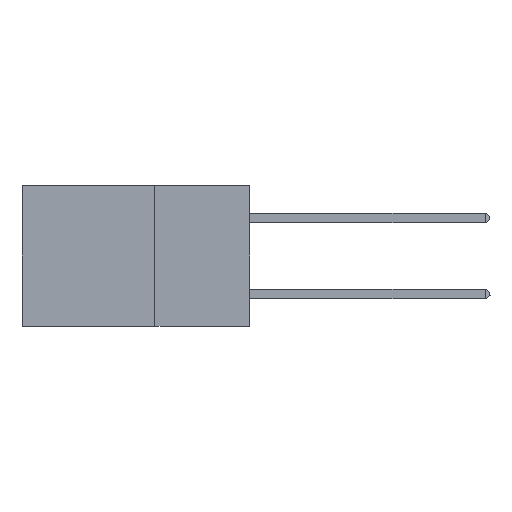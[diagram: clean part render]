
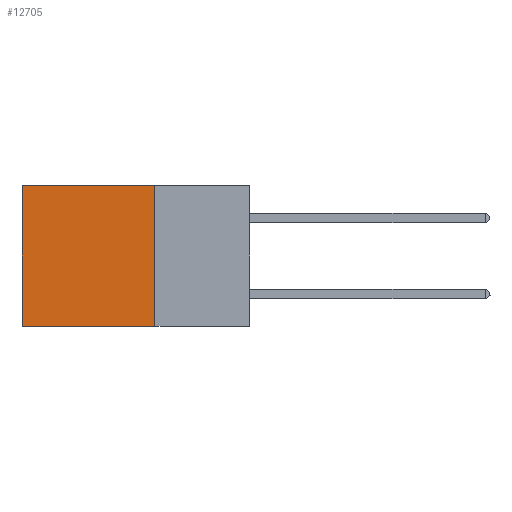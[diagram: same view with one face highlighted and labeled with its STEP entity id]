
A CAD part, left-side view. The second image highlights one B-rep face of the part: STEP entity #12705.
In plain terms, the highlighted planar face has unit normal (-1, 0, 0).
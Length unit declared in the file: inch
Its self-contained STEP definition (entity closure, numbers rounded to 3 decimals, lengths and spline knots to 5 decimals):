
#48 = VECTOR ( 'NONE', #759, 39.37008 ) ;
#759 = DIRECTION ( 'NONE',  ( 0., 0., -1. ) ) ;
#1156 = CARTESIAN_POINT ( 'NONE',  ( 0.2875, 0.25, 0. ) ) ;
#2395 = VERTEX_POINT ( 'NONE', #5371 ) ;
#2504 = ORIENTED_EDGE ( 'NONE', *, *, #32133, .F. ) ;
#2845 = DIRECTION ( 'NONE',  ( 0., 0., -1. ) ) ;
#3538 = EDGE_CURVE ( 'NONE', #4861, #2395, #13514, .T. ) ;
#4654 = ORIENTED_EDGE ( 'NONE', *, *, #33462, .F. ) ;
#4861 = VERTEX_POINT ( 'NONE', #1156 ) ;
#5371 = CARTESIAN_POINT ( 'NONE',  ( 0.2875, 0.6, 0. ) ) ;
#5532 = CARTESIAN_POINT ( 'NONE',  ( 0.2875, 0.25, 0. ) ) ;
#6455 = ORIENTED_EDGE ( 'NONE', *, *, #3538, .T. ) ;
#7308 = FACE_OUTER_BOUND ( 'NONE', #26393, .T. ) ;
#9636 = AXIS2_PLACEMENT_3D ( 'NONE', #5532, #11766, #2845 ) ;
#10574 = EDGE_CURVE ( 'NONE', #2395, #17210, #32876, .T. ) ;
#10703 = VECTOR ( 'NONE', #25752, 39.37008 ) ;
#11766 = DIRECTION ( 'NONE',  ( 1., 0., 0. ) ) ;
#12705 = ADVANCED_FACE ( 'NONE', ( #7308 ), #27391, .F. ) ;
#13088 = CARTESIAN_POINT ( 'NONE',  ( 0.2875, 0.25, -0.37 ) ) ;
#13450 = CARTESIAN_POINT ( 'NONE',  ( 0.2875, 0.25, 0. ) ) ;
#13514 = LINE ( 'NONE', #13450, #16827 ) ;
#13629 = VERTEX_POINT ( 'NONE', #13088 ) ;
#16628 = DIRECTION ( 'NONE',  ( 0., 0., -1. ) ) ;
#16827 = VECTOR ( 'NONE', #25579, 39.37008 ) ;
#17210 = VERTEX_POINT ( 'NONE', #38499 ) ;
#19031 = CARTESIAN_POINT ( 'NONE',  ( 0.2875, 0.6, 0. ) ) ;
#19998 = CARTESIAN_POINT ( 'NONE',  ( 0.2875, 0.25, -0.37 ) ) ;
#21437 = ORIENTED_EDGE ( 'NONE', *, *, #10574, .T. ) ;
#23103 = LINE ( 'NONE', #19998, #10703 ) ;
#25579 = DIRECTION ( 'NONE',  ( 0., 1., 0. ) ) ;
#25752 = DIRECTION ( 'NONE',  ( 0., 1., 0. ) ) ;
#25849 = CARTESIAN_POINT ( 'NONE',  ( 0.2875, 0.25, 0. ) ) ;
#26393 = EDGE_LOOP ( 'NONE', ( #21437, #4654, #2504, #6455 ) ) ;
#27391 = PLANE ( 'NONE',  #9636 ) ;
#32133 = EDGE_CURVE ( 'NONE', #4861, #13629, #36788, .T. ) ;
#32876 = LINE ( 'NONE', #19031, #48 ) ;
#33462 = EDGE_CURVE ( 'NONE', #13629, #17210, #23103, .T. ) ;
#36788 = LINE ( 'NONE', #25849, #38718 ) ;
#38499 = CARTESIAN_POINT ( 'NONE',  ( 0.2875, 0.6, -0.37 ) ) ;
#38718 = VECTOR ( 'NONE', #16628, 39.37008 ) ;
